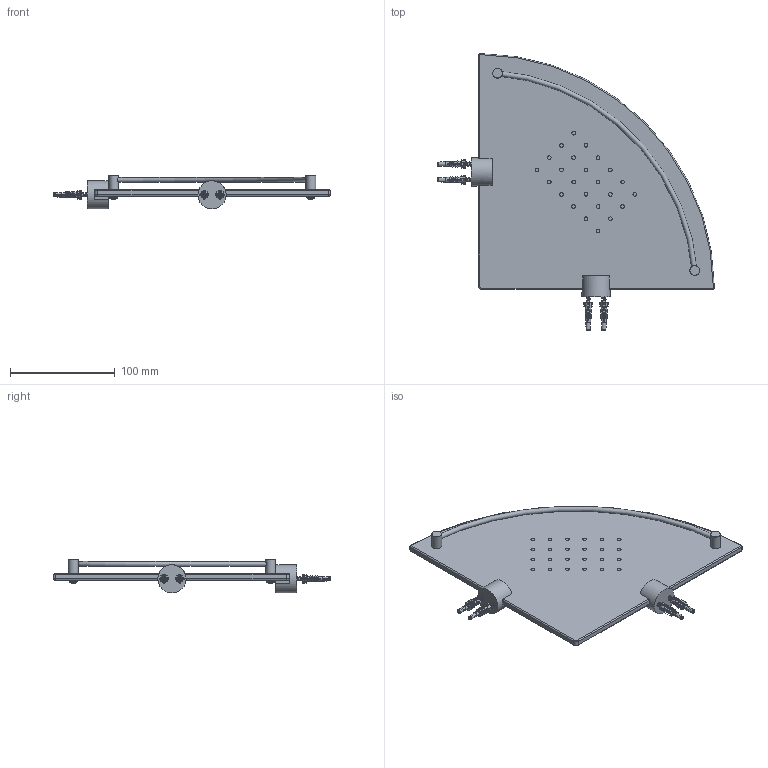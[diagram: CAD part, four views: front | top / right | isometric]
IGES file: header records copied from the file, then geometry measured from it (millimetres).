
Global section: file name: No Iges File Name specified; native system: Autodesk Inventor 2012; preprocessor: AutoDesk Inventor Iges Exporter R2012; author: mblakey; date: 20121026.124300; units: millimetre
Bounding box: 264.24 x 264.24 x 32.27 mm (x, y, z)
Volume: 264693.5 mm3; surface area: 105235.2 mm2
Topology: 18 solids, 18 shells, 1181 faces, 3321 edges, 2180 vertices
Faces by surface type: plane 908, revolution 126, cylinder 66, cone 42, torus 25, bspline 12, sphere 2
Full cylindrical faces by diameter (mm): 3.621 x2, 3.92 x4, 4 x2, 5.8 x2, 8.2 x4, 9.5 x2, 26.85 x2
